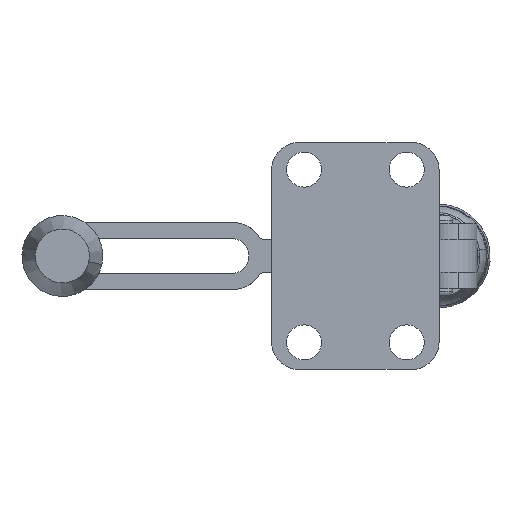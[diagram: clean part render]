
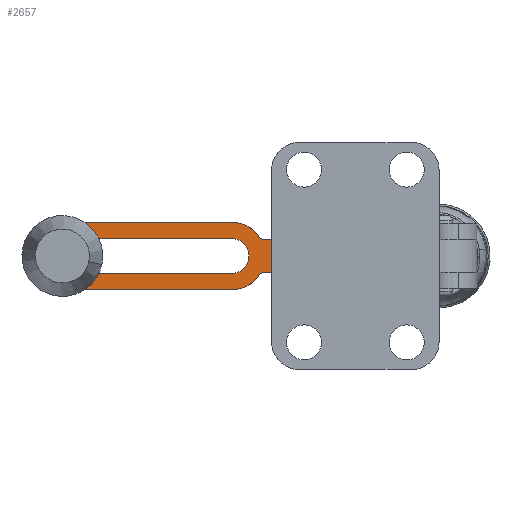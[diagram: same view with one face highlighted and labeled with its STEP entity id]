
A CAD part, front view. The second image highlights one B-rep face of the part: STEP entity #2657.
In plain terms, the highlighted face is planar.
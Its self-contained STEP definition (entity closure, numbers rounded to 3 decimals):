
#2657 = ADVANCED_FACE ( 'NONE', ( #28396, #28424 ), #25675, .T. ) ;
#3002 = VERTEX_POINT ( 'NONE', #20200 ) ;
#3326 = VERTEX_POINT ( 'NONE', #20524 ) ;
#3353 = VERTEX_POINT ( 'NONE', #20551 ) ;
#3420 = VERTEX_POINT ( 'NONE', #20618 ) ;
#3470 = VERTEX_POINT ( 'NONE', #20668 ) ;
#3480 = VERTEX_POINT ( 'NONE', #20678 ) ;
#3504 = VERTEX_POINT ( 'NONE', #20702 ) ;
#3533 = VERTEX_POINT ( 'NONE', #20731 ) ;
#3700 = EDGE_LOOP ( 'NONE', ( #27057, #27059, #27062, #27064, #27066 ) ) ;
#3703 = EDGE_LOOP ( 'NONE', ( #27068, #27070, #27072, #27075, #27076, #27078, #27080, #27082, #27084, #27087, #27089 ) ) ;
#9608 = EDGE_CURVE ( 'NONE', #18747, #18738, #13616, .T. ) ;
#9617 = EDGE_CURVE ( 'NONE', #18798, #3002, #13622, .T. ) ;
#13616 = CIRCLE ( 'NONE', #22831, 3.25 ) ;
#13622 = CIRCLE ( 'NONE', #22833, 6.25 ) ;
#13742 = LINE ( 'NONE', #15215, #13743 ) ;
#13743 = VECTOR ( 'NONE', #15218, 1000. ) ;
#13818 = CIRCLE ( 'NONE', #22842, 6.25 ) ;
#13828 = CIRCLE ( 'NONE', #22840, 6.25 ) ;
#13831 = LINE ( 'NONE', #16627, #13833 ) ;
#13833 = VECTOR ( 'NONE', #16629, 1000. ) ;
#13836 = CIRCLE ( 'NONE', #22844, 1.5 ) ;
#13842 = CIRCLE ( 'NONE', #22845, 1.5 ) ;
#13845 = CIRCLE ( 'NONE', #22846, 6.25 ) ;
#13851 = CIRCLE ( 'NONE', #22848, 3.25 ) ;
#13855 = LINE ( 'NONE', #16725, #13857 ) ;
#13857 = VECTOR ( 'NONE', #16742, 1000. ) ;
#13860 = CIRCLE ( 'NONE', #22850, 3.25 ) ;
#13862 = LINE ( 'NONE', #16813, #13877 ) ;
#13865 = LINE ( 'NONE', #16770, #13867 ) ;
#13867 = VECTOR ( 'NONE', #16768, 1000. ) ;
#13877 = VECTOR ( 'NONE', #16800, 1000. ) ;
#13891 = LINE ( 'NONE', #16870, #13894 ) ;
#13894 = VECTOR ( 'NONE', #16873, 1000. ) ;
#13904 = LINE ( 'NONE', #16899, #13907 ) ;
#13907 = VECTOR ( 'NONE', #16902, 1000. ) ;
#14418 = CARTESIAN_POINT ( 'NONE',  ( 0., 0., 19. ) ) ;
#14419 = DIRECTION ( 'NONE',  ( 0., 0., 1. ) ) ;
#14420 = DIRECTION ( 'NONE',  ( 1., 0., 0. ) ) ;
#14428 = CARTESIAN_POINT ( 'NONE',  ( 0., 0., 19. ) ) ;
#14429 = DIRECTION ( 'NONE',  ( 0., 0., 1. ) ) ;
#14430 = DIRECTION ( 'NONE',  ( 1., 0., 0. ) ) ;
#14959 = CARTESIAN_POINT ( 'NONE',  ( 31.3, 6.25, 19. ) ) ;
#14993 = CARTESIAN_POINT ( 'NONE',  ( 43.463, 3., 19. ) ) ;
#15215 = CARTESIAN_POINT ( 'NONE',  ( 0., 6.25, 19. ) ) ;
#15218 = DIRECTION ( 'NONE',  ( -1., 0., 0. ) ) ;
#15231 = CARTESIAN_POINT ( 'NONE',  ( -3.25, 0., 19. ) ) ;
#15247 = CARTESIAN_POINT ( 'NONE',  ( 0., 3.25, 19. ) ) ;
#15290 = CARTESIAN_POINT ( 'NONE',  ( 43.463, -3., 19. ) ) ;
#15335 = CARTESIAN_POINT ( 'NONE',  ( 31.3, -3.25, 19. ) ) ;
#15347 = CARTESIAN_POINT ( 'NONE',  ( -6.25, 0., 19. ) ) ;
#15381 = CARTESIAN_POINT ( 'NONE',  ( 31.3, 3.25, 19. ) ) ;
#16627 = CARTESIAN_POINT ( 'NONE',  ( 0., -6.25, 19. ) ) ;
#16629 = DIRECTION ( 'NONE',  ( 1., 0., 0. ) ) ;
#16631 = CARTESIAN_POINT ( 'NONE',  ( 0., 0., 19. ) ) ;
#16633 = DIRECTION ( 'NONE',  ( 0., 0., 1. ) ) ;
#16635 = DIRECTION ( 'NONE',  ( 1., 0., 0. ) ) ;
#16656 = CARTESIAN_POINT ( 'NONE',  ( 31.3, 0., 19. ) ) ;
#16658 = DIRECTION ( 'NONE',  ( 0., 0., 1. ) ) ;
#16659 = DIRECTION ( 'NONE',  ( 1., 0., 0. ) ) ;
#16680 = CARTESIAN_POINT ( 'NONE',  ( 37.61, -4.5, 19. ) ) ;
#16682 = DIRECTION ( 'NONE',  ( 0., 0., -1. ) ) ;
#16683 = DIRECTION ( 'NONE',  ( 1., 0., 0. ) ) ;
#16699 = CARTESIAN_POINT ( 'NONE',  ( 37.61, 4.5, 19. ) ) ;
#16700 = DIRECTION ( 'NONE',  ( 0., 0., -1. ) ) ;
#16701 = DIRECTION ( 'NONE',  ( 1., 0., 0. ) ) ;
#16721 = CARTESIAN_POINT ( 'NONE',  ( 31.3, 0., 19. ) ) ;
#16722 = DIRECTION ( 'NONE',  ( 0., 0., 1. ) ) ;
#16724 = DIRECTION ( 'NONE',  ( 1., 0., 0. ) ) ;
#16725 = CARTESIAN_POINT ( 'NONE',  ( 0., -3.25, 19. ) ) ;
#16742 = DIRECTION ( 'NONE',  ( 1., 0., 0. ) ) ;
#16746 = CARTESIAN_POINT ( 'NONE',  ( 0., 0., 19. ) ) ;
#16747 = DIRECTION ( 'NONE',  ( 0., 0., 1. ) ) ;
#16748 = DIRECTION ( 'NONE',  ( 1., 0., 0. ) ) ;
#16768 = DIRECTION ( 'NONE',  ( -1., 0., 0. ) ) ;
#16770 = CARTESIAN_POINT ( 'NONE',  ( 0., 3.25, 19. ) ) ;
#16772 = CARTESIAN_POINT ( 'NONE',  ( 31.3, 0., 19. ) ) ;
#16773 = DIRECTION ( 'NONE',  ( 0., 0., 1. ) ) ;
#16774 = DIRECTION ( 'NONE',  ( 1., 0., 0. ) ) ;
#16800 = DIRECTION ( 'NONE',  ( 1., 0., 0. ) ) ;
#16813 = CARTESIAN_POINT ( 'NONE',  ( 79.3, -3., 19. ) ) ;
#16870 = CARTESIAN_POINT ( 'NONE',  ( 37.61, 3., 19. ) ) ;
#16873 = DIRECTION ( 'NONE',  ( -1., 0., 0. ) ) ;
#16899 = CARTESIAN_POINT ( 'NONE',  ( 43.463, -20., 19. ) ) ;
#16902 = DIRECTION ( 'NONE',  ( 0., 1., 0. ) ) ;
#18526 = VERTEX_POINT ( 'NONE', #14959 ) ;
#18560 = VERTEX_POINT ( 'NONE', #14993 ) ;
#18738 = VERTEX_POINT ( 'NONE', #15231 ) ;
#18747 = VERTEX_POINT ( 'NONE', #15247 ) ;
#18769 = VERTEX_POINT ( 'NONE', #15290 ) ;
#18792 = VERTEX_POINT ( 'NONE', #15335 ) ;
#18798 = VERTEX_POINT ( 'NONE', #15347 ) ;
#18816 = VERTEX_POINT ( 'NONE', #15381 ) ;
#20200 = CARTESIAN_POINT ( 'NONE',  ( 0., -6.25, 19. ) ) ;
#20524 = CARTESIAN_POINT ( 'NONE',  ( 0., 6.25, 19. ) ) ;
#20551 = CARTESIAN_POINT ( 'NONE',  ( 31.3, -6.25, 19. ) ) ;
#20618 = CARTESIAN_POINT ( 'NONE',  ( 36.388, 3.629, 19. ) ) ;
#20668 = CARTESIAN_POINT ( 'NONE',  ( 37.61, 3., 19. ) ) ;
#20678 = CARTESIAN_POINT ( 'NONE',  ( 37.61, -3., 19. ) ) ;
#20702 = CARTESIAN_POINT ( 'NONE',  ( 0., -3.25, 19. ) ) ;
#20731 = CARTESIAN_POINT ( 'NONE',  ( 36.388, -3.629, 19. ) ) ;
#21241 = EDGE_CURVE ( 'NONE', #18526, #3326, #13742, .T. ) ;
#21343 = EDGE_CURVE ( 'NONE', #3326, #18798, #13828, .T. ) ;
#21345 = EDGE_CURVE ( 'NONE', #3002, #3353, #13831, .T. ) ;
#21348 = EDGE_CURVE ( 'NONE', #3353, #3533, #13818, .T. ) ;
#21352 = EDGE_CURVE ( 'NONE', #3533, #3480, #13836, .T. ) ;
#21355 = EDGE_CURVE ( 'NONE', #3470, #3420, #13842, .T. ) ;
#21359 = EDGE_CURVE ( 'NONE', #3420, #18526, #13845, .T. ) ;
#21362 = EDGE_CURVE ( 'NONE', #18738, #3504, #13851, .T. ) ;
#21365 = EDGE_CURVE ( 'NONE', #3504, #18792, #13855, .T. ) ;
#21368 = EDGE_CURVE ( 'NONE', #18792, #18816, #13860, .T. ) ;
#21371 = EDGE_CURVE ( 'NONE', #18816, #18747, #13865, .T. ) ;
#21378 = EDGE_CURVE ( 'NONE', #3480, #18769, #13862, .T. ) ;
#21389 = EDGE_CURVE ( 'NONE', #18560, #3470, #13891, .T. ) ;
#21396 = EDGE_CURVE ( 'NONE', #18769, #18560, #13904, .T. ) ;
#21545 = AXIS2_PLACEMENT_3D ( 'NONE', #25674, #25680, #25681 ) ;
#22831 = AXIS2_PLACEMENT_3D ( 'NONE', #14418, #14419, #14420 ) ;
#22833 = AXIS2_PLACEMENT_3D ( 'NONE', #14428, #14429, #14430 ) ;
#22840 = AXIS2_PLACEMENT_3D ( 'NONE', #16631, #16633, #16635 ) ;
#22842 = AXIS2_PLACEMENT_3D ( 'NONE', #16656, #16658, #16659 ) ;
#22844 = AXIS2_PLACEMENT_3D ( 'NONE', #16680, #16682, #16683 ) ;
#22845 = AXIS2_PLACEMENT_3D ( 'NONE', #16699, #16700, #16701 ) ;
#22846 = AXIS2_PLACEMENT_3D ( 'NONE', #16721, #16722, #16724 ) ;
#22848 = AXIS2_PLACEMENT_3D ( 'NONE', #16746, #16747, #16748 ) ;
#22850 = AXIS2_PLACEMENT_3D ( 'NONE', #16772, #16773, #16774 ) ;
#25674 = CARTESIAN_POINT ( 'NONE',  ( 0., -20., 19. ) ) ;
#25675 = PLANE ( 'NONE',  #21545 ) ;
#25680 = DIRECTION ( 'NONE',  ( 0., 0., 1. ) ) ;
#25681 = DIRECTION ( 'NONE',  ( 1., 0., 0. ) ) ;
#27057 = ORIENTED_EDGE ( 'NONE', *, *, #21371, .F. ) ;
#27059 = ORIENTED_EDGE ( 'NONE', *, *, #21368, .F. ) ;
#27062 = ORIENTED_EDGE ( 'NONE', *, *, #21365, .F. ) ;
#27064 = ORIENTED_EDGE ( 'NONE', *, *, #21362, .F. ) ;
#27066 = ORIENTED_EDGE ( 'NONE', *, *, #9608, .F. ) ;
#27068 = ORIENTED_EDGE ( 'NONE', *, *, #21378, .T. ) ;
#27070 = ORIENTED_EDGE ( 'NONE', *, *, #21396, .T. ) ;
#27072 = ORIENTED_EDGE ( 'NONE', *, *, #21389, .T. ) ;
#27075 = ORIENTED_EDGE ( 'NONE', *, *, #21355, .T. ) ;
#27076 = ORIENTED_EDGE ( 'NONE', *, *, #21359, .T. ) ;
#27078 = ORIENTED_EDGE ( 'NONE', *, *, #21241, .T. ) ;
#27080 = ORIENTED_EDGE ( 'NONE', *, *, #21343, .T. ) ;
#27082 = ORIENTED_EDGE ( 'NONE', *, *, #9617, .T. ) ;
#27084 = ORIENTED_EDGE ( 'NONE', *, *, #21345, .T. ) ;
#27087 = ORIENTED_EDGE ( 'NONE', *, *, #21348, .T. ) ;
#27089 = ORIENTED_EDGE ( 'NONE', *, *, #21352, .T. ) ;
#28396 = FACE_BOUND ( 'NONE', #3700, .T. ) ;
#28424 = FACE_OUTER_BOUND ( 'NONE', #3703, .T. ) ;
